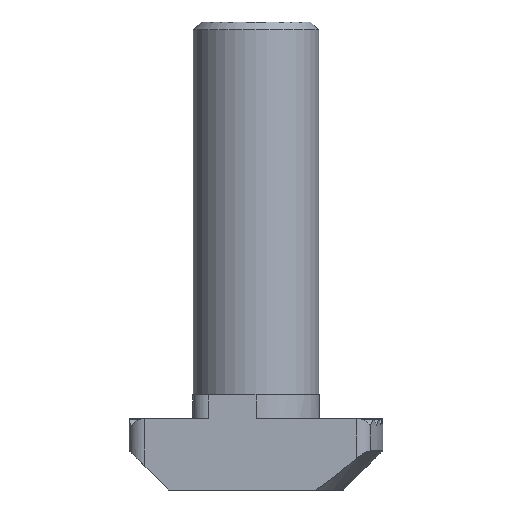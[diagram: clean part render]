
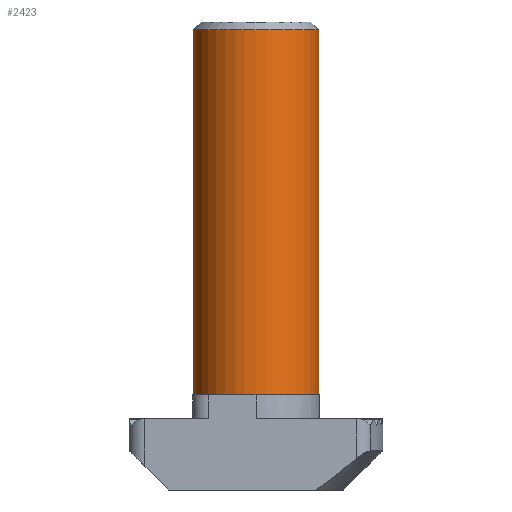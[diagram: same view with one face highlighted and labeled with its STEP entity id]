
A CAD part, front view. The second image highlights one B-rep face of the part: STEP entity #2423.
In plain terms, the highlighted cylindrical face has radius 3.95 mm (diameter 7.9 mm), a partial arc.
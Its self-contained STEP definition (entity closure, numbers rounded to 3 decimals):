
#7 = DIRECTION ( 'NONE',  ( 0., 0., -1. ) ) ;
#63 = EDGE_CURVE ( 'NONE', #1661, #2539, #150, .T. ) ;
#150 = LINE ( 'NONE', #970, #752 ) ;
#205 = DIRECTION ( 'NONE',  ( 0., 0., -1. ) ) ;
#279 = CARTESIAN_POINT ( 'NONE',  ( 0., 0., 6. ) ) ;
#360 = VERTEX_POINT ( 'NONE', #1354 ) ;
#368 = ORIENTED_EDGE ( 'NONE', *, *, #63, .T. ) ;
#512 = DIRECTION ( 'NONE',  ( -1., 0., 0. ) ) ;
#527 = CYLINDRICAL_SURFACE ( 'NONE', #2939, 3.95 ) ;
#679 = FACE_OUTER_BOUND ( 'NONE', #1402, .T. ) ;
#752 = VECTOR ( 'NONE', #2330, 1000. ) ;
#754 = CARTESIAN_POINT ( 'NONE',  ( 3.95, 0., 6. ) ) ;
#774 = CARTESIAN_POINT ( 'NONE',  ( -3.95, 0., 6. ) ) ;
#797 = AXIS2_PLACEMENT_3D ( 'NONE', #1070, #2656, #1287 ) ;
#800 = ORIENTED_EDGE ( 'NONE', *, *, #1115, .F. ) ;
#884 = CARTESIAN_POINT ( 'NONE',  ( 0., 0., -0.769 ) ) ;
#899 = DIRECTION ( 'NONE',  ( -1., 0., 0. ) ) ;
#970 = CARTESIAN_POINT ( 'NONE',  ( -3.95, 0., -0.769 ) ) ;
#1070 = CARTESIAN_POINT ( 'NONE',  ( 0., 0., 29. ) ) ;
#1115 = EDGE_CURVE ( 'NONE', #360, #2517, #1492, .T. ) ;
#1287 = DIRECTION ( 'NONE',  ( -1., 0., 0. ) ) ;
#1301 = EDGE_CURVE ( 'NONE', #2539, #2517, #1666, .T. ) ;
#1354 = CARTESIAN_POINT ( 'NONE',  ( 3.95, 0., 29. ) ) ;
#1402 = EDGE_LOOP ( 'NONE', ( #800, #2788, #368, #2495 ) ) ;
#1421 = CIRCLE ( 'NONE', #797, 3.95 ) ;
#1492 = LINE ( 'NONE', #1776, #2091 ) ;
#1661 = VERTEX_POINT ( 'NONE', #1835 ) ;
#1666 = CIRCLE ( 'NONE', #2598, 3.95 ) ;
#1776 = CARTESIAN_POINT ( 'NONE',  ( 3.95, 0., -0.769 ) ) ;
#1810 = EDGE_CURVE ( 'NONE', #360, #1661, #1421, .T. ) ;
#1835 = CARTESIAN_POINT ( 'NONE',  ( -3.95, 0., 29. ) ) ;
#1848 = DIRECTION ( 'NONE',  ( 0., 0., 1. ) ) ;
#2091 = VECTOR ( 'NONE', #205, 1000. ) ;
#2330 = DIRECTION ( 'NONE',  ( 0., 0., -1. ) ) ;
#2423 = ADVANCED_FACE ( 'NONE', ( #679 ), #527, .T. ) ;
#2495 = ORIENTED_EDGE ( 'NONE', *, *, #1301, .T. ) ;
#2517 = VERTEX_POINT ( 'NONE', #754 ) ;
#2539 = VERTEX_POINT ( 'NONE', #774 ) ;
#2598 = AXIS2_PLACEMENT_3D ( 'NONE', #279, #1848, #512 ) ;
#2656 = DIRECTION ( 'NONE',  ( 0., 0., -1. ) ) ;
#2788 = ORIENTED_EDGE ( 'NONE', *, *, #1810, .T. ) ;
#2939 = AXIS2_PLACEMENT_3D ( 'NONE', #884, #7, #899 ) ;
